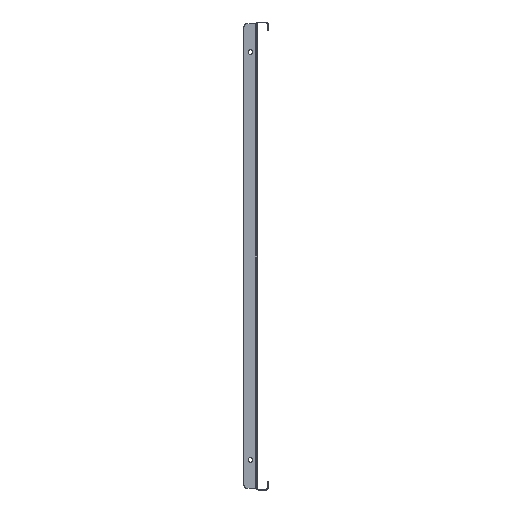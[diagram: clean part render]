
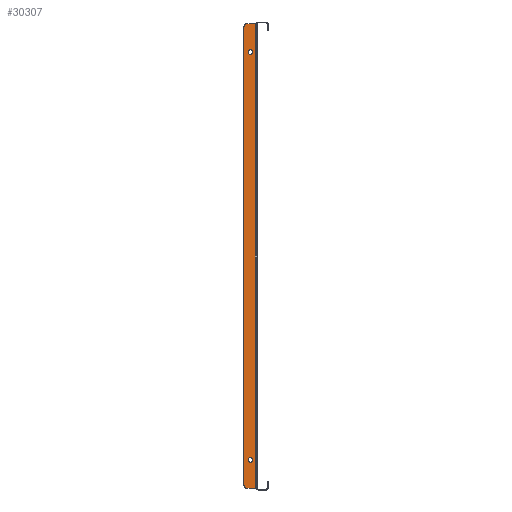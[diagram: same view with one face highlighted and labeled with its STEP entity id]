
A CAD part, left-side view. The second image highlights one B-rep face of the part: STEP entity #30307.
In plain terms, the highlighted planar face has unit normal (-1, 0, 0).
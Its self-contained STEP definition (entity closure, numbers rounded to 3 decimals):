
#122 = DIRECTION ( 'NONE',  ( 0., 1., 0. ) ) ;
#309 = VECTOR ( 'NONE', #5933, 1000. ) ;
#417 = DIRECTION ( 'NONE',  ( 0., -1., 0. ) ) ;
#991 = VECTOR ( 'NONE', #29340, 1000. ) ;
#1727 = AXIS2_PLACEMENT_3D ( 'NONE', #36511, #7856, #20614 ) ;
#1934 = DIRECTION ( 'NONE',  ( 0., 1., 0. ) ) ;
#2534 = ORIENTED_EDGE ( 'NONE', *, *, #37982, .T. ) ;
#2681 = EDGE_CURVE ( 'NONE', #26872, #16694, #16635, .T. ) ;
#3087 = CARTESIAN_POINT ( 'NONE',  ( -396., 12.75, -345.25 ) ) ;
#3266 = ORIENTED_EDGE ( 'NONE', *, *, #13978, .F. ) ;
#3390 = CARTESIAN_POINT ( 'NONE',  ( -396., 10., 348.75 ) ) ;
#3520 = CIRCLE ( 'NONE', #37592, 2.75 ) ;
#3644 = VECTOR ( 'NONE', #37293, 1000. ) ;
#4089 = DIRECTION ( 'NONE',  ( -1., 0., 0. ) ) ;
#4102 = DIRECTION ( 'NONE',  ( 0., 0., 1. ) ) ;
#4586 = CARTESIAN_POINT ( 'NONE',  ( -396., 7.25, -345.25 ) ) ;
#4912 = AXIS2_PLACEMENT_3D ( 'NONE', #38436, #34865, #6211 ) ;
#5147 = DIRECTION ( 'NONE',  ( 0., -1., 0. ) ) ;
#5591 = DIRECTION ( 'NONE',  ( -1., 0., 0. ) ) ;
#5933 = DIRECTION ( 'NONE',  ( 0., 0., -1. ) ) ;
#6082 = ORIENTED_EDGE ( 'NONE', *, *, #18469, .T. ) ;
#6211 = DIRECTION ( 'NONE',  ( 0., 1., 0. ) ) ;
#6333 = AXIS2_PLACEMENT_3D ( 'NONE', #12084, #5591, #33849 ) ;
#6949 = VECTOR ( 'NONE', #4102, 1000. ) ;
#7277 = ORIENTED_EDGE ( 'NONE', *, *, #39626, .F. ) ;
#7321 = EDGE_CURVE ( 'NONE', #16694, #25420, #32760, .T. ) ;
#7646 = FACE_BOUND ( 'NONE', #25877, .T. ) ;
#7737 = CARTESIAN_POINT ( 'NONE',  ( -396., 12.75, 345.25 ) ) ;
#7856 = DIRECTION ( 'NONE',  ( -1., 0., 0. ) ) ;
#8417 = VERTEX_POINT ( 'NONE', #3087 ) ;
#8706 = VECTOR ( 'NONE', #1934, 1000. ) ;
#9030 = VERTEX_POINT ( 'NONE', #23306 ) ;
#9474 = VERTEX_POINT ( 'NONE', #10315 ) ;
#9778 = LINE ( 'NONE', #28780, #39926 ) ;
#10315 = CARTESIAN_POINT ( 'NONE',  ( -396., 7.25, -348.75 ) ) ;
#10746 = VERTEX_POINT ( 'NONE', #20964 ) ;
#10994 = FACE_OUTER_BOUND ( 'NONE', #24197, .T. ) ;
#11092 = EDGE_CURVE ( 'NONE', #33951, #20297, #12370, .T. ) ;
#11409 = PLANE ( 'NONE',  #1727 ) ;
#11460 = ORIENTED_EDGE ( 'NONE', *, *, #18239, .F. ) ;
#11515 = EDGE_CURVE ( 'NONE', #38537, #20297, #18664, .T. ) ;
#12084 = CARTESIAN_POINT ( 'NONE',  ( -396., 16., 390.5 ) ) ;
#12370 = CIRCLE ( 'NONE', #6333, 5. ) ;
#12683 = CARTESIAN_POINT ( 'NONE',  ( -396., 16., 395.5 ) ) ;
#12888 = EDGE_CURVE ( 'NONE', #25420, #10746, #3520, .T. ) ;
#13260 = EDGE_LOOP ( 'NONE', ( #28942, #18397, #30897, #19446 ) ) ;
#13440 = DIRECTION ( 'NONE',  ( -1., 0., 0. ) ) ;
#13948 = AXIS2_PLACEMENT_3D ( 'NONE', #39887, #33586, #20426 ) ;
#13978 = EDGE_CURVE ( 'NONE', #33951, #33718, #31466, .T. ) ;
#14287 = CARTESIAN_POINT ( 'NONE',  ( -396., 7.25, -345.25 ) ) ;
#15558 = LINE ( 'NONE', #37743, #309 ) ;
#16382 = CIRCLE ( 'NONE', #31707, 2.75 ) ;
#16635 = CIRCLE ( 'NONE', #13948, 2.75 ) ;
#16694 = VERTEX_POINT ( 'NONE', #37984 ) ;
#17022 = LINE ( 'NONE', #26432, #991 ) ;
#17314 = VERTEX_POINT ( 'NONE', #14287 ) ;
#17357 = DIRECTION ( 'NONE',  ( 0., 0., 1. ) ) ;
#17866 = ORIENTED_EDGE ( 'NONE', *, *, #11515, .F. ) ;
#18239 = EDGE_CURVE ( 'NONE', #8417, #22311, #15558, .T. ) ;
#18397 = ORIENTED_EDGE ( 'NONE', *, *, #35879, .F. ) ;
#18469 = EDGE_CURVE ( 'NONE', #31200, #33718, #17022, .T. ) ;
#18664 = LINE ( 'NONE', #31409, #3644 ) ;
#19234 = CARTESIAN_POINT ( 'NONE',  ( -396., 21., 390.5 ) ) ;
#19304 = DIRECTION ( 'NONE',  ( 0., -1., 0. ) ) ;
#19446 = ORIENTED_EDGE ( 'NONE', *, *, #7321, .F. ) ;
#20014 = CARTESIAN_POINT ( 'NONE',  ( -396., 7.25, 345.25 ) ) ;
#20256 = CARTESIAN_POINT ( 'NONE',  ( -396., 1.5, 395.5 ) ) ;
#20297 = VERTEX_POINT ( 'NONE', #19234 ) ;
#20426 = DIRECTION ( 'NONE',  ( 0., -1., 0. ) ) ;
#20614 = DIRECTION ( 'NONE',  ( 0., -1., 0. ) ) ;
#20964 = CARTESIAN_POINT ( 'NONE',  ( -396., 12.75, 348.75 ) ) ;
#20982 = CARTESIAN_POINT ( 'NONE',  ( -396., 21., -390.5 ) ) ;
#21010 = CARTESIAN_POINT ( 'NONE',  ( -396., 7.25, 348.75 ) ) ;
#21197 = LINE ( 'NONE', #40232, #8706 ) ;
#22311 = VERTEX_POINT ( 'NONE', #30285 ) ;
#22421 = ORIENTED_EDGE ( 'NONE', *, *, #28126, .F. ) ;
#22640 = EDGE_CURVE ( 'NONE', #17314, #8417, #38300, .T. ) ;
#22735 = DIRECTION ( 'NONE',  ( 0., 0., -1. ) ) ;
#23306 = CARTESIAN_POINT ( 'NONE',  ( -396., 16., -395.5 ) ) ;
#23549 = ORIENTED_EDGE ( 'NONE', *, *, #22640, .F. ) ;
#24170 = CARTESIAN_POINT ( 'NONE',  ( -396., 0., 395.5 ) ) ;
#24197 = EDGE_LOOP ( 'NONE', ( #3266, #28949, #17866, #2534, #26380, #6082 ) ) ;
#25420 = VERTEX_POINT ( 'NONE', #21010 ) ;
#25877 = EDGE_LOOP ( 'NONE', ( #23549, #22421, #7277, #11460 ) ) ;
#26275 = CARTESIAN_POINT ( 'NONE',  ( -396., 10., -348.75 ) ) ;
#26380 = ORIENTED_EDGE ( 'NONE', *, *, #34142, .F. ) ;
#26432 = CARTESIAN_POINT ( 'NONE',  ( -396., 1.5, 0. ) ) ;
#26872 = VERTEX_POINT ( 'NONE', #7737 ) ;
#26986 = VECTOR ( 'NONE', #5147, 1000. ) ;
#28126 = EDGE_CURVE ( 'NONE', #9474, #17314, #36390, .T. ) ;
#28780 = CARTESIAN_POINT ( 'NONE',  ( -396., 12.75, 345.25 ) ) ;
#28942 = ORIENTED_EDGE ( 'NONE', *, *, #2681, .F. ) ;
#28949 = ORIENTED_EDGE ( 'NONE', *, *, #11092, .T. ) ;
#29340 = DIRECTION ( 'NONE',  ( 0., 0., 1. ) ) ;
#30285 = CARTESIAN_POINT ( 'NONE',  ( -396., 12.75, -348.75 ) ) ;
#30307 = ADVANCED_FACE ( 'NONE', ( #40073, #7646, #10994 ), #11409, .T. ) ;
#30897 = ORIENTED_EDGE ( 'NONE', *, *, #12888, .F. ) ;
#31200 = VERTEX_POINT ( 'NONE', #40059 ) ;
#31409 = CARTESIAN_POINT ( 'NONE',  ( -396., 21., 395.5 ) ) ;
#31466 = LINE ( 'NONE', #24170, #26986 ) ;
#31707 = AXIS2_PLACEMENT_3D ( 'NONE', #26275, #4089, #122 ) ;
#32161 = VECTOR ( 'NONE', #17357, 1000. ) ;
#32760 = LINE ( 'NONE', #20014, #6949 ) ;
#32828 = DIRECTION ( 'NONE',  ( -1., 0., 0. ) ) ;
#33416 = AXIS2_PLACEMENT_3D ( 'NONE', #40866, #32828, #417 ) ;
#33586 = DIRECTION ( 'NONE',  ( -1., 0., 0. ) ) ;
#33718 = VERTEX_POINT ( 'NONE', #20256 ) ;
#33849 = DIRECTION ( 'NONE',  ( 0., -1., 0. ) ) ;
#33951 = VERTEX_POINT ( 'NONE', #12683 ) ;
#34142 = EDGE_CURVE ( 'NONE', #31200, #9030, #21197, .T. ) ;
#34865 = DIRECTION ( 'NONE',  ( -1., 0., 0. ) ) ;
#35879 = EDGE_CURVE ( 'NONE', #10746, #26872, #9778, .T. ) ;
#36390 = LINE ( 'NONE', #4586, #32161 ) ;
#36511 = CARTESIAN_POINT ( 'NONE',  ( -396., 0., 0. ) ) ;
#37293 = DIRECTION ( 'NONE',  ( 0., 0., 1. ) ) ;
#37592 = AXIS2_PLACEMENT_3D ( 'NONE', #3390, #13440, #19304 ) ;
#37743 = CARTESIAN_POINT ( 'NONE',  ( -396., 12.75, -345.25 ) ) ;
#37982 = EDGE_CURVE ( 'NONE', #38537, #9030, #39436, .T. ) ;
#37984 = CARTESIAN_POINT ( 'NONE',  ( -396., 7.25, 345.25 ) ) ;
#38300 = CIRCLE ( 'NONE', #4912, 2.75 ) ;
#38436 = CARTESIAN_POINT ( 'NONE',  ( -396., 10., -345.25 ) ) ;
#38537 = VERTEX_POINT ( 'NONE', #20982 ) ;
#39436 = CIRCLE ( 'NONE', #33416, 5. ) ;
#39626 = EDGE_CURVE ( 'NONE', #22311, #9474, #16382, .T. ) ;
#39887 = CARTESIAN_POINT ( 'NONE',  ( -396., 10., 345.25 ) ) ;
#39926 = VECTOR ( 'NONE', #22735, 1000. ) ;
#40059 = CARTESIAN_POINT ( 'NONE',  ( -396., 1.5, -395.5 ) ) ;
#40073 = FACE_BOUND ( 'NONE', #13260, .T. ) ;
#40232 = CARTESIAN_POINT ( 'NONE',  ( -396., 21., -395.5 ) ) ;
#40866 = CARTESIAN_POINT ( 'NONE',  ( -396., 16., -390.5 ) ) ;
